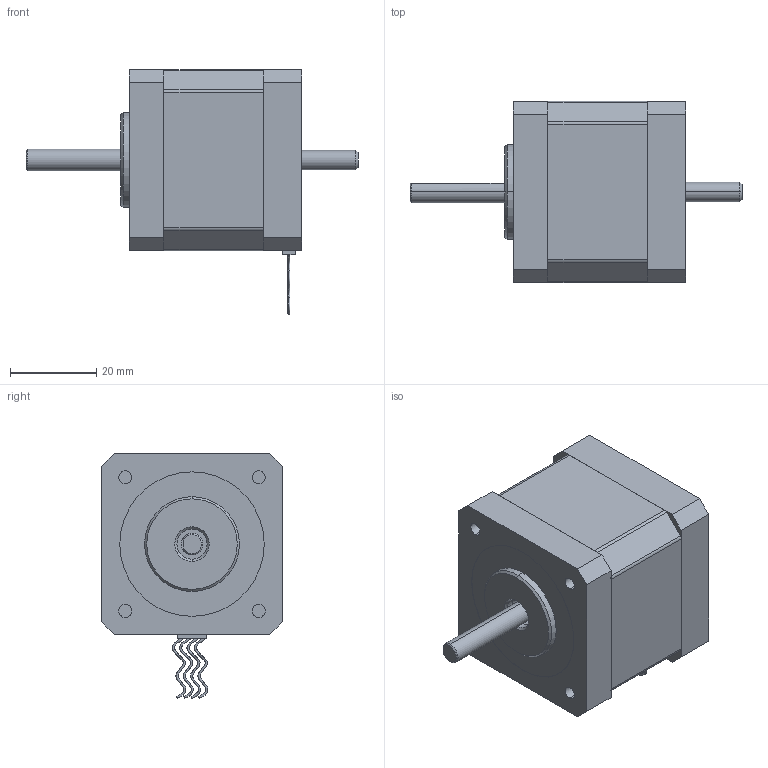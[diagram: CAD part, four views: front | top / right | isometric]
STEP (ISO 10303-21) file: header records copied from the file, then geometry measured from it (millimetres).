
FILE_DESCRIPTION (( 'STEP AP214' ), '1' );
FILE_NAME ('42HS4004B4.STEP', '2023-02-20T02:08:54', ( 'Windows 蚚誧' ), ( 'Organization' ), 'SwSTEP 2.0', 'SolidWorks 2021', '' );
FILE_SCHEMA (( 'AUTOMOTIVE_DESIGN' ));
Length unit declared in the file: millimetre
Products named in the file (1): 42HS4004B4
Bounding box: 77 x 42 x 56.79 mm (x, y, z)
Volume: 70050.5 mm3; surface area: 18925 mm2
Topology: 5 solids, 5 shells, 203 faces, 497 edges, 326 vertices
Faces by surface type: plane 130, cylinder 48, cone 9, bspline 8, torus 8
Entity records: 8157 total; most frequent: CARTESIAN_POINT 2913, ORIENTED_EDGE 994, DIRECTION 962, EDGE_CURVE 497, AXIS2_PLACEMENT_3D 343, VERTEX_POINT 326, VECTOR 276, LINE 276
